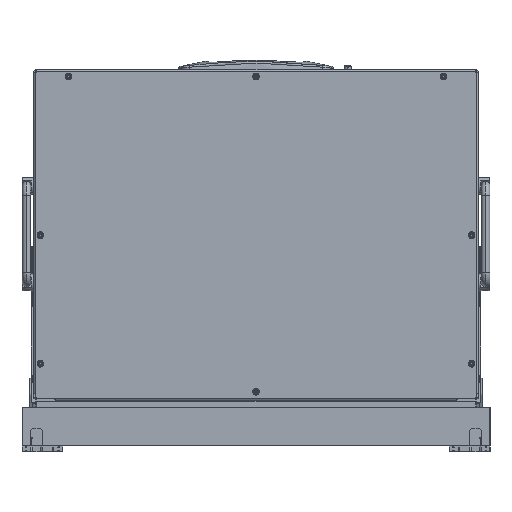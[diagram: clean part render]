
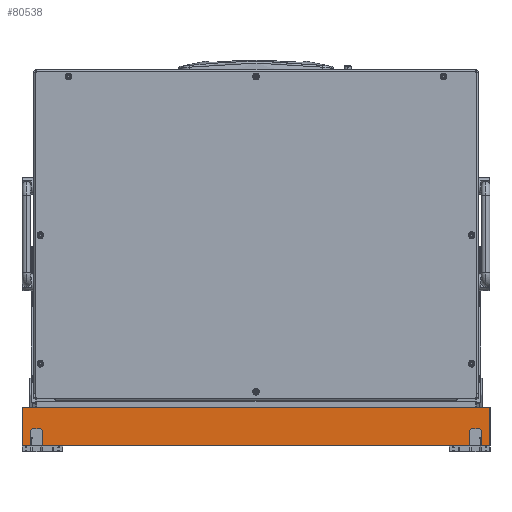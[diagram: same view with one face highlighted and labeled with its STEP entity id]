
A CAD part, front view. The second image highlights one B-rep face of the part: STEP entity #80538.
In plain terms, the highlighted planar face has unit normal (0, -1, 0).
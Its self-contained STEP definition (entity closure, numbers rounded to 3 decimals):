
#818 = EDGE_CURVE ( 'NONE', #65818, #88274, #84323, .T. ) ;
#836 = CARTESIAN_POINT ( 'NONE',  ( -233., -4., 5. ) ) ;
#1557 = CARTESIAN_POINT ( 'NONE',  ( 233., -4., 20. ) ) ;
#2352 = CARTESIAN_POINT ( 'NONE',  ( 242., -4., -20. ) ) ;
#2961 = EDGE_CURVE ( 'NONE', #15316, #10244, #41697, .T. ) ;
#3066 = AXIS2_PLACEMENT_3D ( 'NONE', #73034, #78884, #78442 ) ;
#4149 = VERTEX_POINT ( 'NONE', #12749 ) ;
#4438 = DIRECTION ( 'NONE',  ( -1., 0., 0. ) ) ;
#4467 = CARTESIAN_POINT ( 'NONE',  ( -242., -4., 20. ) ) ;
#4544 = LINE ( 'NONE', #52216, #22370 ) ;
#6474 = CARTESIAN_POINT ( 'NONE',  ( -230., -4., 2. ) ) ;
#6922 = ORIENTED_EDGE ( 'NONE', *, *, #53157, .F. ) ;
#7165 = DIRECTION ( 'NONE',  ( 0., 0., 1. ) ) ;
#7215 = AXIS2_PLACEMENT_3D ( 'NONE', #53342, #11908, #87830 ) ;
#8233 = ORIENTED_EDGE ( 'NONE', *, *, #52586, .F. ) ;
#8366 = EDGE_CURVE ( 'NONE', #9924, #78057, #36731, .T. ) ;
#8550 = AXIS2_PLACEMENT_3D ( 'NONE', #47150, #73075, #39101 ) ;
#9373 = ORIENTED_EDGE ( 'NONE', *, *, #68747, .T. ) ;
#9924 = VERTEX_POINT ( 'NONE', #73298 ) ;
#10244 = VERTEX_POINT ( 'NONE', #87857 ) ;
#10697 = CARTESIAN_POINT ( 'NONE',  ( -221., -4., 20. ) ) ;
#10929 = VERTEX_POINT ( 'NONE', #84588 ) ;
#11221 = DIRECTION ( 'NONE',  ( 1., 0., 0. ) ) ;
#11908 = DIRECTION ( 'NONE',  ( 0., 1., 0. ) ) ;
#12749 = CARTESIAN_POINT ( 'NONE',  ( 230., -4., 2. ) ) ;
#13090 = LINE ( 'NONE', #52773, #17539 ) ;
#15273 = EDGE_CURVE ( 'NONE', #78057, #4149, #46975, .T. ) ;
#15316 = VERTEX_POINT ( 'NONE', #74400 ) ;
#16086 = CARTESIAN_POINT ( 'NONE',  ( 242., -4., 20. ) ) ;
#16556 = EDGE_CURVE ( 'NONE', #79183, #49034, #20003, .T. ) ;
#17539 = VECTOR ( 'NONE', #38532, 1000. ) ;
#18285 = DIRECTION ( 'NONE',  ( 1., 0., 0. ) ) ;
#19703 = CARTESIAN_POINT ( 'NONE',  ( -224., -4., 2. ) ) ;
#20003 = LINE ( 'NONE', #26214, #80660 ) ;
#20333 = VERTEX_POINT ( 'NONE', #19703 ) ;
#21089 = CARTESIAN_POINT ( 'NONE',  ( -242., -4., 20. ) ) ;
#22370 = VECTOR ( 'NONE', #11221, 1000. ) ;
#22973 = ORIENTED_EDGE ( 'NONE', *, *, #73437, .T. ) ;
#23684 = VECTOR ( 'NONE', #4438, 1000. ) ;
#24569 = AXIS2_PLACEMENT_3D ( 'NONE', #2352, #63420, #30428 ) ;
#24795 = VECTOR ( 'NONE', #36709, 1000. ) ;
#24947 = DIRECTION ( 'NONE',  ( 0., 0., -1. ) ) ;
#26214 = CARTESIAN_POINT ( 'NONE',  ( 221., -4., 20. ) ) ;
#27160 = CIRCLE ( 'NONE', #7215, 3. ) ;
#28126 = CARTESIAN_POINT ( 'NONE',  ( -233., -4., 20. ) ) ;
#29223 = CARTESIAN_POINT ( 'NONE',  ( -242., -4., 20. ) ) ;
#30074 = DIRECTION ( 'NONE',  ( 0., 0., -1. ) ) ;
#30428 = DIRECTION ( 'NONE',  ( 0., 0., -1. ) ) ;
#31805 = DIRECTION ( 'NONE',  ( 0., 1., 0. ) ) ;
#32216 = AXIS2_PLACEMENT_3D ( 'NONE', #85856, #31805, #87205 ) ;
#33614 = EDGE_LOOP ( 'NONE', ( #33734, #41061, #74078, #6922, #80911, #49018, #87466, #84198, #48524, #78830, #57279, #8233, #52175, #22973, #9373, #62637 ) ) ;
#33734 = ORIENTED_EDGE ( 'NONE', *, *, #52755, .T. ) ;
#34377 = EDGE_CURVE ( 'NONE', #10929, #37360, #65527, .T. ) ;
#35259 = VERTEX_POINT ( 'NONE', #47349 ) ;
#36709 = DIRECTION ( 'NONE',  ( -1., 0., 0. ) ) ;
#36731 = LINE ( 'NONE', #1557, #39558 ) ;
#37360 = VERTEX_POINT ( 'NONE', #54008 ) ;
#37869 = CIRCLE ( 'NONE', #32216, 3. ) ;
#38532 = DIRECTION ( 'NONE',  ( -1., 0., 0. ) ) ;
#39101 = DIRECTION ( 'NONE',  ( 0., 0., 1. ) ) ;
#39558 = VECTOR ( 'NONE', #30074, 1000. ) ;
#41061 = ORIENTED_EDGE ( 'NONE', *, *, #83049, .F. ) ;
#41697 = LINE ( 'NONE', #29223, #70229 ) ;
#42117 = CARTESIAN_POINT ( 'NONE',  ( 224., -4., 2. ) ) ;
#42834 = DIRECTION ( 'NONE',  ( 0., 0., -1. ) ) ;
#43401 = LINE ( 'NONE', #85402, #24795 ) ;
#43468 = DIRECTION ( 'NONE',  ( 0., 0., 1. ) ) ;
#45798 = CARTESIAN_POINT ( 'NONE',  ( 221., -4., 5. ) ) ;
#46736 = CARTESIAN_POINT ( 'NONE',  ( 233., -4., 5. ) ) ;
#46975 = CIRCLE ( 'NONE', #8550, 3. ) ;
#47006 = VECTOR ( 'NONE', #18285, 1000. ) ;
#47150 = CARTESIAN_POINT ( 'NONE',  ( 230., -4., 5. ) ) ;
#47349 = CARTESIAN_POINT ( 'NONE',  ( 242., -4., 20. ) ) ;
#48524 = ORIENTED_EDGE ( 'NONE', *, *, #84228, .T. ) ;
#48710 = LINE ( 'NONE', #21089, #60260 ) ;
#49018 = ORIENTED_EDGE ( 'NONE', *, *, #58546, .F. ) ;
#49034 = VERTEX_POINT ( 'NONE', #64893 ) ;
#51284 = LINE ( 'NONE', #4467, #47006 ) ;
#51326 = VERTEX_POINT ( 'NONE', #42117 ) ;
#52175 = ORIENTED_EDGE ( 'NONE', *, *, #34377, .T. ) ;
#52216 = CARTESIAN_POINT ( 'NONE',  ( -242., -4., 20. ) ) ;
#52586 = EDGE_CURVE ( 'NONE', #10929, #49034, #4544, .T. ) ;
#52755 = EDGE_CURVE ( 'NONE', #88274, #76167, #53525, .T. ) ;
#52773 = CARTESIAN_POINT ( 'NONE',  ( -230., -4., 2. ) ) ;
#52941 = DIRECTION ( 'NONE',  ( 0., 0., 1. ) ) ;
#53157 = EDGE_CURVE ( 'NONE', #64407, #15316, #58383, .T. ) ;
#53342 = CARTESIAN_POINT ( 'NONE',  ( 224., -4., 5. ) ) ;
#53525 = LINE ( 'NONE', #28126, #84951 ) ;
#54008 = CARTESIAN_POINT ( 'NONE',  ( -221., -4., 5. ) ) ;
#56208 = LINE ( 'NONE', #16086, #79163 ) ;
#57279 = ORIENTED_EDGE ( 'NONE', *, *, #16556, .T. ) ;
#58383 = LINE ( 'NONE', #71823, #23684 ) ;
#58546 = EDGE_CURVE ( 'NONE', #9924, #35259, #51284, .T. ) ;
#59028 = EDGE_CURVE ( 'NONE', #51326, #79183, #27160, .T. ) ;
#59723 = VECTOR ( 'NONE', #24947, 1000. ) ;
#60260 = VECTOR ( 'NONE', #61635, 1000. ) ;
#61635 = DIRECTION ( 'NONE',  ( 1., 0., 0. ) ) ;
#62637 = ORIENTED_EDGE ( 'NONE', *, *, #818, .T. ) ;
#63420 = DIRECTION ( 'NONE',  ( 0., -1., 0. ) ) ;
#64407 = VERTEX_POINT ( 'NONE', #84268 ) ;
#64893 = CARTESIAN_POINT ( 'NONE',  ( 221., -4., 20. ) ) ;
#65527 = LINE ( 'NONE', #10697, #59723 ) ;
#65818 = VERTEX_POINT ( 'NONE', #6474 ) ;
#68747 = EDGE_CURVE ( 'NONE', #20333, #65818, #13090, .T. ) ;
#70229 = VECTOR ( 'NONE', #43468, 1000. ) ;
#71823 = CARTESIAN_POINT ( 'NONE',  ( -242., -4., -20. ) ) ;
#73034 = CARTESIAN_POINT ( 'NONE',  ( -230., -4., 5. ) ) ;
#73075 = DIRECTION ( 'NONE',  ( 0., 1., 0. ) ) ;
#73298 = CARTESIAN_POINT ( 'NONE',  ( 233., -4., 20. ) ) ;
#73437 = EDGE_CURVE ( 'NONE', #37360, #20333, #37869, .T. ) ;
#74078 = ORIENTED_EDGE ( 'NONE', *, *, #2961, .F. ) ;
#74400 = CARTESIAN_POINT ( 'NONE',  ( -242., -4., -20. ) ) ;
#76167 = VERTEX_POINT ( 'NONE', #83150 ) ;
#76879 = PLANE ( 'NONE',  #24569 ) ;
#77333 = FACE_OUTER_BOUND ( 'NONE', #33614, .T. ) ;
#78057 = VERTEX_POINT ( 'NONE', #46736 ) ;
#78442 = DIRECTION ( 'NONE',  ( 0., 0., -1. ) ) ;
#78830 = ORIENTED_EDGE ( 'NONE', *, *, #59028, .T. ) ;
#78884 = DIRECTION ( 'NONE',  ( 0., 1., 0. ) ) ;
#79163 = VECTOR ( 'NONE', #42834, 1000. ) ;
#79183 = VERTEX_POINT ( 'NONE', #45798 ) ;
#80538 = ADVANCED_FACE ( 'NONE', ( #77333 ), #76879, .T. ) ;
#80660 = VECTOR ( 'NONE', #52941, 1000. ) ;
#80911 = ORIENTED_EDGE ( 'NONE', *, *, #86588, .F. ) ;
#83049 = EDGE_CURVE ( 'NONE', #10244, #76167, #48710, .T. ) ;
#83150 = CARTESIAN_POINT ( 'NONE',  ( -233., -4., 20. ) ) ;
#84198 = ORIENTED_EDGE ( 'NONE', *, *, #15273, .T. ) ;
#84228 = EDGE_CURVE ( 'NONE', #4149, #51326, #43401, .T. ) ;
#84268 = CARTESIAN_POINT ( 'NONE',  ( 242., -4., -20. ) ) ;
#84323 = CIRCLE ( 'NONE', #3066, 3. ) ;
#84588 = CARTESIAN_POINT ( 'NONE',  ( -221., -4., 20. ) ) ;
#84951 = VECTOR ( 'NONE', #7165, 1000. ) ;
#85402 = CARTESIAN_POINT ( 'NONE',  ( 230., -4., 2. ) ) ;
#85856 = CARTESIAN_POINT ( 'NONE',  ( -224., -4., 5. ) ) ;
#86588 = EDGE_CURVE ( 'NONE', #35259, #64407, #56208, .T. ) ;
#87205 = DIRECTION ( 'NONE',  ( 0., 0., -1. ) ) ;
#87466 = ORIENTED_EDGE ( 'NONE', *, *, #8366, .T. ) ;
#87830 = DIRECTION ( 'NONE',  ( 0., 0., 1. ) ) ;
#87857 = CARTESIAN_POINT ( 'NONE',  ( -242., -4., 20. ) ) ;
#88274 = VERTEX_POINT ( 'NONE', #836 ) ;
